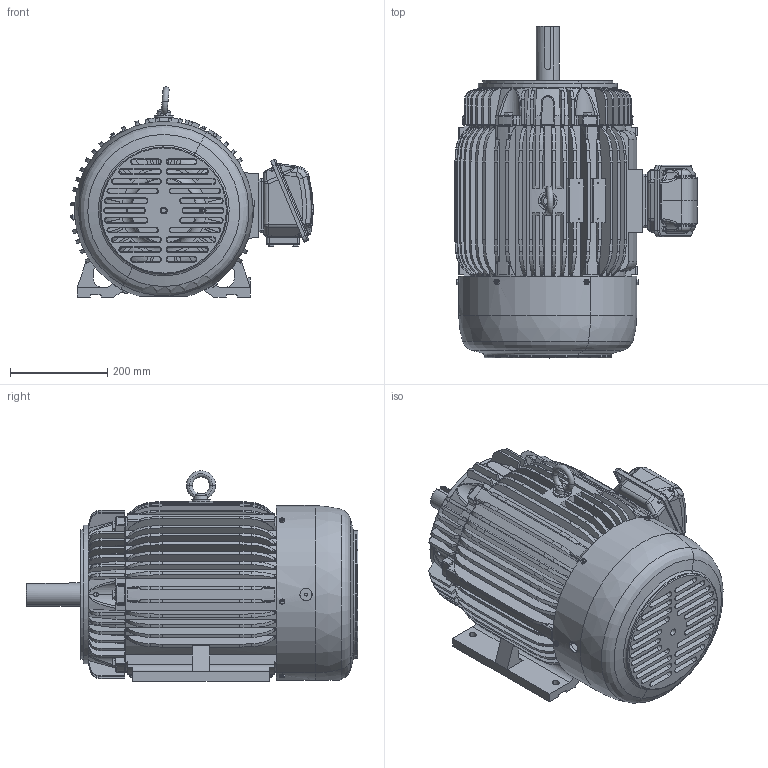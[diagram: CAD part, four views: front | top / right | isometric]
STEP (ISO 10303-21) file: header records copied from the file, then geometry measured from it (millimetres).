
FILE_DESCRIPTION(('CATIA V5 STEP Exchange'),'2;1');
FILE_NAME('284T-HV-CF_AllCATPart.stp','2012-08-24T06:35:28+00:00',('none'),('none'),'CATIA Version 5 Release 19 SP 9 (IN-10)','CATIA V5 STEP AP203','none');
FILE_SCHEMA(('CONFIG_CONTROL_DESIGN'));
Length unit declared in the file: millimetre
Products named in the file (1): 284T-HV-CF_AllCATPart
Bounding box: 497.37 x 680.85 x 431.57 mm (x, y, z)
Volume: 15384455.4 mm3; surface area: 3148821.5 mm2
Topology: 46 solids, 46 shells, 3684 faces, 9938 edges, 6420 vertices
Faces by surface type: plane 1335, cylinder 853, torus 637, cone 555, bspline 269, sphere 29, extrusion 4, revolution 2
Entity records: 130711 total; most frequent: CARTESIAN_POINT 52019, ORIENTED_EDGE 19760, DIRECTION 10302, EDGE_CURVE 9880, VERTEX_POINT 6420, AXIS2_PLACEMENT_3D 5232, EDGE_LOOP 4022, ADVANCED_FACE 3684
